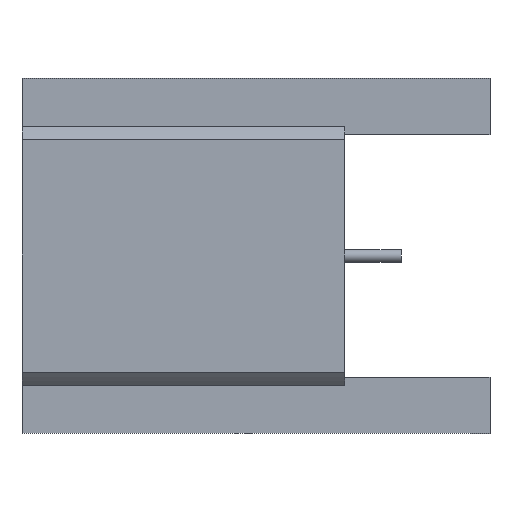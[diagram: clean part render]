
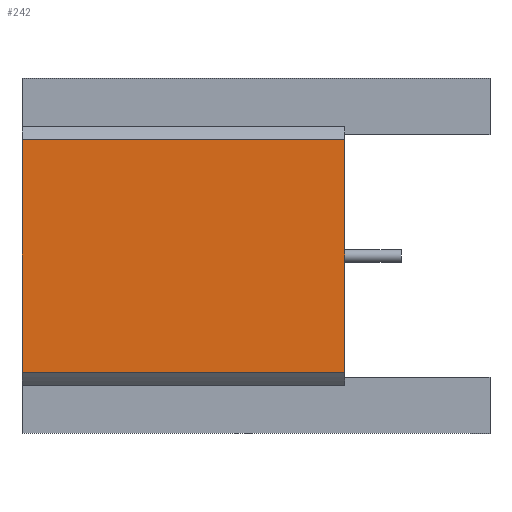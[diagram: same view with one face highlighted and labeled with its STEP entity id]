
A CAD part, front view. The second image highlights one B-rep face of the part: STEP entity #242.
In plain terms, the highlighted planar face has unit normal (0, -1, 0).
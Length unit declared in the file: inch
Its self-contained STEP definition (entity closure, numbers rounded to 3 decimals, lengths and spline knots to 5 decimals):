
#9 = VECTOR ( 'NONE', #122, 39.37008 ) ;
#15 = LINE ( 'NONE', #792, #861 ) ;
#95 = EDGE_CURVE ( 'NONE', #594, #123, #15, .T. ) ;
#114 = DIRECTION ( 'NONE',  ( 1., 0., 0. ) ) ;
#122 = DIRECTION ( 'NONE',  ( 0., 0., -1. ) ) ;
#123 = VERTEX_POINT ( 'NONE', #126 ) ;
#126 = CARTESIAN_POINT ( 'NONE',  ( 0., -0.083, -0.07219 ) ) ;
#242 = ADVANCED_FACE ( 'NONE', ( #1162 ), #786, .F. ) ;
#289 = EDGE_CURVE ( 'NONE', #123, #955, #697, .T. ) ;
#293 = ORIENTED_EDGE ( 'NONE', *, *, #335, .F. ) ;
#307 = DIRECTION ( 'NONE',  ( 0., 0., -1. ) ) ;
#309 = CARTESIAN_POINT ( 'NONE',  ( 0.2, -0.083, -0.07219 ) ) ;
#329 = ORIENTED_EDGE ( 'NONE', *, *, #95, .T. ) ;
#335 = EDGE_CURVE ( 'NONE', #980, #955, #415, .T. ) ;
#347 = ORIENTED_EDGE ( 'NONE', *, *, #289, .T. ) ;
#415 = LINE ( 'NONE', #801, #9 ) ;
#437 = VECTOR ( 'NONE', #679, 39.37008 ) ;
#471 = ORIENTED_EDGE ( 'NONE', *, *, #960, .T. ) ;
#594 = VERTEX_POINT ( 'NONE', #950 ) ;
#669 = LINE ( 'NONE', #768, #437 ) ;
#674 = CARTESIAN_POINT ( 'NONE',  ( 0.2, -0.083, 0.07219 ) ) ;
#679 = DIRECTION ( 'NONE',  ( -1., 0., 0. ) ) ;
#683 = DIRECTION ( 'NONE',  ( 0., 0., 1. ) ) ;
#697 = LINE ( 'NONE', #309, #809 ) ;
#708 = AXIS2_PLACEMENT_3D ( 'NONE', #1171, #968, #683 ) ;
#715 = EDGE_LOOP ( 'NONE', ( #347, #293, #471, #329 ) ) ;
#768 = CARTESIAN_POINT ( 'NONE',  ( 0.2, -0.083, 0.07219 ) ) ;
#786 = PLANE ( 'NONE',  #708 ) ;
#792 = CARTESIAN_POINT ( 'NONE',  ( 0., -0.083, -0.14811 ) ) ;
#801 = CARTESIAN_POINT ( 'NONE',  ( 0.2, -0.083, 0. ) ) ;
#809 = VECTOR ( 'NONE', #114, 39.37008 ) ;
#861 = VECTOR ( 'NONE', #307, 39.37008 ) ;
#941 = CARTESIAN_POINT ( 'NONE',  ( 0.2, -0.083, -0.07219 ) ) ;
#950 = CARTESIAN_POINT ( 'NONE',  ( 0., -0.083, 0.07219 ) ) ;
#955 = VERTEX_POINT ( 'NONE', #941 ) ;
#960 = EDGE_CURVE ( 'NONE', #980, #594, #669, .T. ) ;
#968 = DIRECTION ( 'NONE',  ( 0., 1., 0. ) ) ;
#980 = VERTEX_POINT ( 'NONE', #674 ) ;
#1162 = FACE_OUTER_BOUND ( 'NONE', #715, .T. ) ;
#1171 = CARTESIAN_POINT ( 'NONE',  ( 0.32, -0.083, -0.14811 ) ) ;
